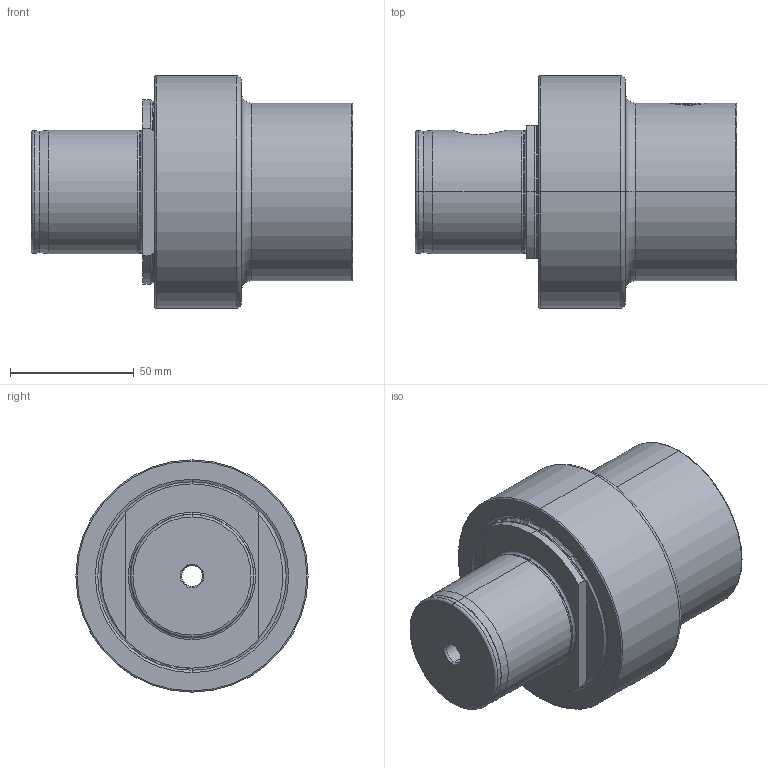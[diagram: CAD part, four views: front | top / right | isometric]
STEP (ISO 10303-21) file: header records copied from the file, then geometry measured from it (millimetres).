
FILE_DESCRIPTION (( 'STEP AP203' ), '1' );
FILE_NAME ('MB9.MB7.K01.080.STEP', '2011-12-23T11:40:55', ( 'baer' ), ( 'Hewlett-Packard Company' ), 'SwSTEP 2.0', 'SolidWorks 2011', '' );
FILE_SCHEMA (( 'CONFIG_CONTROL_DESIGN' ));
Length unit declared in the file: millimetre
Products named in the file (3): MB9-MB7.K01.080_B; MB7-ER1.001.022_A; MB9.MB7.K01.080
Assembly tree (2 placements, depth 2):
  MB9.MB7.K01.080
    MB7-ER1.001.022_A
    MB9-MB7.K01.080_B
Bounding box: 130 x 94 x 94 mm (x, y, z)
Volume: 467484.2 mm3; surface area: 51867.5 mm2
Topology: 2 solids, 2 shells, 125 faces, 293 edges, 175 vertices
Faces by surface type: cone 33, cylinder 33, plane 29, torus 28, bspline 2
Entity records: 4444 total; most frequent: CARTESIAN_POINT 1240, DIRECTION 665, ORIENTED_EDGE 582, EDGE_CURVE 291, AXIS2_PLACEMENT_3D 284, VERTEX_POINT 175, CIRCLE 156, EDGE_LOOP 136
